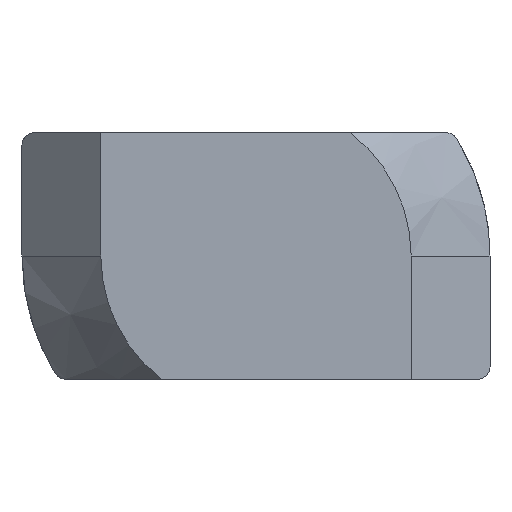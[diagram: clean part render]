
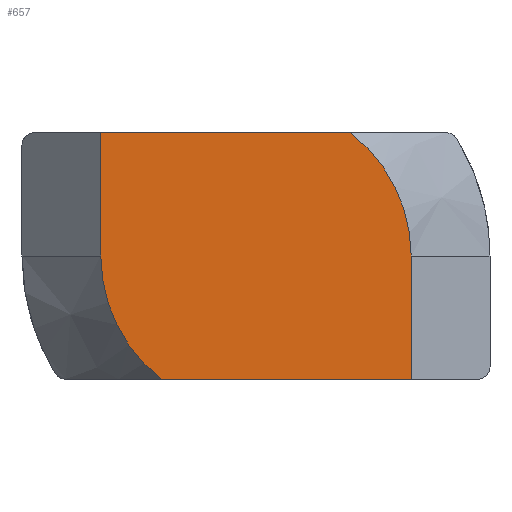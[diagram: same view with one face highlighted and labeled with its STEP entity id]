
A CAD part, front view. The second image highlights one B-rep face of the part: STEP entity #657.
In plain terms, the highlighted planar face has unit normal (0, -1, 0).
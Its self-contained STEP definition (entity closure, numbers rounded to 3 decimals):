
#1 = DIRECTION ( 'NONE',  ( 0., 0., 1. ) ) ;
#4 = DIRECTION ( 'NONE',  ( 0., 0., -1. ) ) ;
#35 = DIRECTION ( 'NONE',  ( 1., 0., 0. ) ) ;
#65 = DIRECTION ( 'NONE',  ( 0., 1., 0. ) ) ;
#111 = CARTESIAN_POINT ( 'NONE',  ( 6.3, -4.35, -5. ) ) ;
#125 = DIRECTION ( 'NONE',  ( 0., -1., 0. ) ) ;
#169 = CARTESIAN_POINT ( 'NONE',  ( -6.3, -4.35, 0. ) ) ;
#184 = DIRECTION ( 'NONE',  ( 1., 0., 0. ) ) ;
#185 = CIRCLE ( 'NONE', #864, 6.3 ) ;
#207 = ORIENTED_EDGE ( 'NONE', *, *, #308, .T. ) ;
#210 = VERTEX_POINT ( 'NONE', #785 ) ;
#214 = EDGE_CURVE ( 'NONE', #369, #678, #335, .T. ) ;
#219 = DIRECTION ( 'NONE',  ( 0., 0., 1. ) ) ;
#220 = AXIS2_PLACEMENT_3D ( 'NONE', #421, #125, #219 ) ;
#224 = CARTESIAN_POINT ( 'NONE',  ( 6.3, -4.35, -5. ) ) ;
#308 = EDGE_CURVE ( 'NONE', #661, #369, #520, .T. ) ;
#335 = CIRCLE ( 'NONE', #220, 6.3 ) ;
#352 = EDGE_CURVE ( 'NONE', #210, #703, #185, .T. ) ;
#354 = CARTESIAN_POINT ( 'NONE',  ( 6.3, -4.35, 5. ) ) ;
#369 = VERTEX_POINT ( 'NONE', #169 ) ;
#383 = ORIENTED_EDGE ( 'NONE', *, *, #214, .T. ) ;
#398 = LINE ( 'NONE', #111, #485 ) ;
#421 = CARTESIAN_POINT ( 'NONE',  ( 0., -4.35, 0. ) ) ;
#423 = FACE_OUTER_BOUND ( 'NONE', #569, .T. ) ;
#425 = DIRECTION ( 'NONE',  ( 0., 0., -1. ) ) ;
#459 = CARTESIAN_POINT ( 'NONE',  ( 0., -4.35, 0. ) ) ;
#465 = CARTESIAN_POINT ( 'NONE',  ( 6.3, -4.35, 0. ) ) ;
#485 = VECTOR ( 'NONE', #35, 1000. ) ;
#515 = EDGE_CURVE ( 'NONE', #703, #642, #862, .T. ) ;
#520 = LINE ( 'NONE', #648, #601 ) ;
#534 = DIRECTION ( 'NONE',  ( 0., 0., 1. ) ) ;
#538 = CARTESIAN_POINT ( 'NONE',  ( -3.833, -4.35, -5. ) ) ;
#541 = ORIENTED_EDGE ( 'NONE', *, *, #798, .T. ) ;
#569 = EDGE_LOOP ( 'NONE', ( #207, #383, #541, #655, #647, #734 ) ) ;
#601 = VECTOR ( 'NONE', #4, 1000. ) ;
#606 = LINE ( 'NONE', #901, #894 ) ;
#642 = VERTEX_POINT ( 'NONE', #224 ) ;
#647 = ORIENTED_EDGE ( 'NONE', *, *, #352, .F. ) ;
#648 = CARTESIAN_POINT ( 'NONE',  ( -6.3, -4.35, 5. ) ) ;
#650 = AXIS2_PLACEMENT_3D ( 'NONE', #354, #65, #1 ) ;
#655 = ORIENTED_EDGE ( 'NONE', *, *, #515, .F. ) ;
#657 = ADVANCED_FACE ( 'NONE', ( #423 ), #727, .F. ) ;
#661 = VERTEX_POINT ( 'NONE', #823 ) ;
#678 = VERTEX_POINT ( 'NONE', #538 ) ;
#703 = VERTEX_POINT ( 'NONE', #465 ) ;
#727 = PLANE ( 'NONE',  #650 ) ;
#734 = ORIENTED_EDGE ( 'NONE', *, *, #847, .F. ) ;
#785 = CARTESIAN_POINT ( 'NONE',  ( 3.833, -4.35, 5. ) ) ;
#791 = CARTESIAN_POINT ( 'NONE',  ( 6.3, -4.35, 5. ) ) ;
#798 = EDGE_CURVE ( 'NONE', #678, #642, #398, .T. ) ;
#813 = DIRECTION ( 'NONE',  ( 0., 1., 0. ) ) ;
#823 = CARTESIAN_POINT ( 'NONE',  ( -6.3, -4.35, 5. ) ) ;
#847 = EDGE_CURVE ( 'NONE', #661, #210, #606, .T. ) ;
#862 = LINE ( 'NONE', #791, #905 ) ;
#864 = AXIS2_PLACEMENT_3D ( 'NONE', #459, #813, #534 ) ;
#894 = VECTOR ( 'NONE', #184, 1000. ) ;
#901 = CARTESIAN_POINT ( 'NONE',  ( 6.3, -4.35, 5. ) ) ;
#905 = VECTOR ( 'NONE', #425, 1000. ) ;
